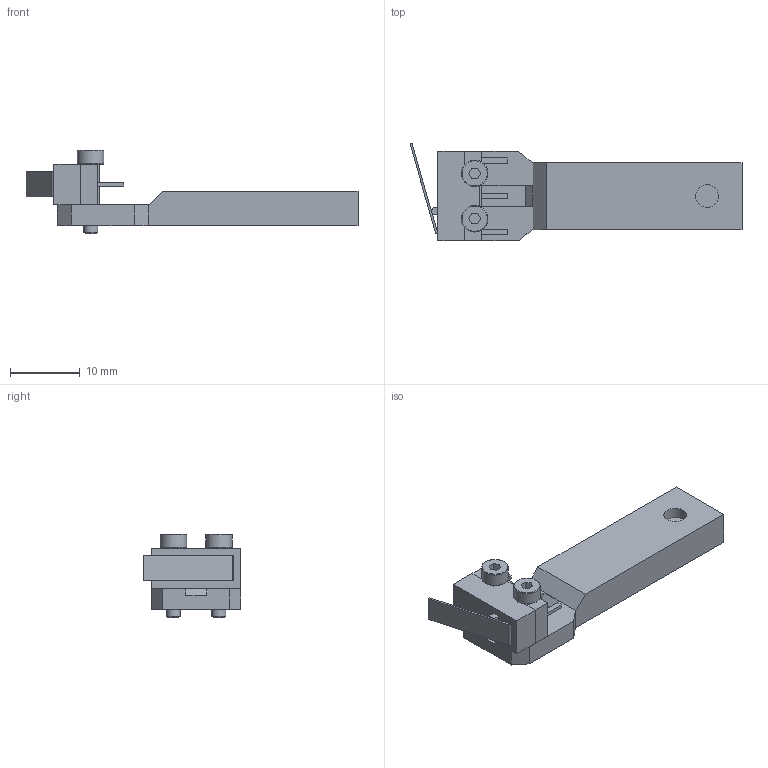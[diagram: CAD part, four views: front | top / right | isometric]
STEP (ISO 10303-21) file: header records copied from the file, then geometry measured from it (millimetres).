
FILE_DESCRIPTION(/* description */ (''),/* implementation_level */ '2;1');
FILE_NAME(/* name */ '[Endstop] Openbuilds Endstop v11.step',/* time_stamp */ '2021-07-21T23:09:58+10:00',/* author */ (''),/* organization */ (''),/* preprocessor_version */ 'ST-DEVELOPER v18.1',/* originating_system */ 'Autodesk Translation Framework v10.9.0.1377',/* authorisation */ '');
FILE_SCHEMA (('AUTOMOTIVE_DESIGN { 1 0 10303 214 3 1 1 }'));
Length unit declared in the file: millimetre
Products named in the file (12): [Endstop] Openbuilds Endstop; EVA Top Endstop; KW10 Microswitch; Top; Pin (2); Bottom; Pin (1); Pin; Lever; Switch; Hardware; DIN 912 M2 10 mm
Assembly tree (12 placements, depth 3):
  [Endstop] Openbuilds Endstop
    EVA Top Endstop
    KW10 Microswitch
      Top
      Pin (2)
      Bottom
      Pin (1)
      Pin
      Lever
      Switch
    Hardware
      DIN 912 M2 10 mm  x2
Bounding box: 47.5 x 13.98 x 12 mm (x, y, z)
Volume: 2273.6 mm3; surface area: 2516.3 mm2
Topology: 10 solids, 10 shells, 127 faces, 299 edges, 198 vertices
Faces by surface type: plane 107, cylinder 14, torus 4, cone 2
Full cylindrical faces by diameter (mm): 2 x5, 3.3 x1, 3.8 x2
Entity records: 3633 total; most frequent: CARTESIAN_POINT 583, DIRECTION 572, ORIENTED_EDGE 536, EDGE_CURVE 268, LINE 238, VECTOR 238, VERTEX_POINT 178, AXIS2_PLACEMENT_3D 167
